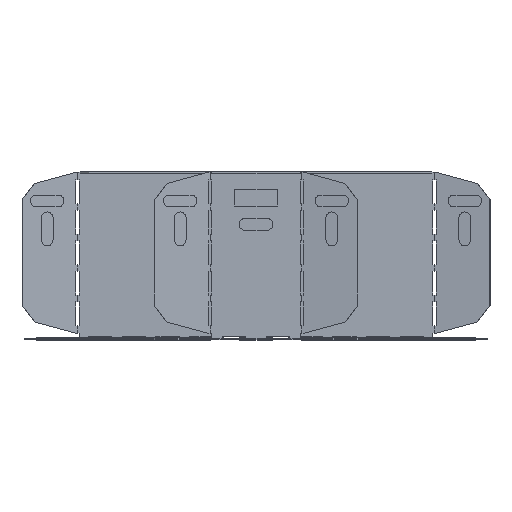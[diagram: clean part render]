
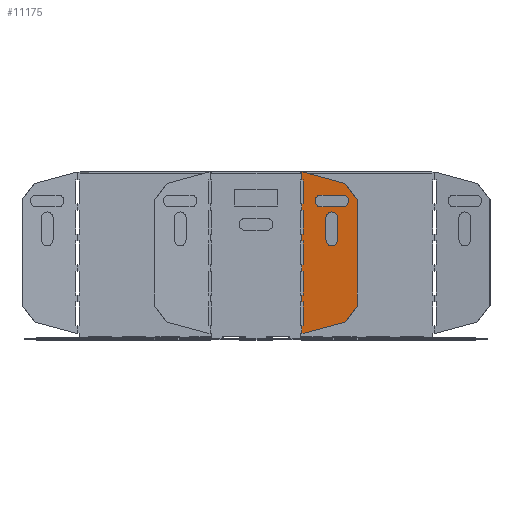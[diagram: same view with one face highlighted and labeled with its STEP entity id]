
A CAD part, front view. The second image highlights one B-rep face of the part: STEP entity #11175.
In plain terms, the highlighted planar face has unit normal (-0.131, -0.991, 0).
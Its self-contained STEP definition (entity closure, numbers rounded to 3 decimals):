
#507=FACE_OUTER_BOUND('',#961,.T.);
#961=EDGE_LOOP('',(#9334,#9335,#9336,#9337,#9338,#9339,#9340,#9341,#9342,
#9343,#9344,#9345,#9346,#9347,#9348,#9349,#9350,#9351,#9352,#9353,#9354,
#9355,#9356,#9357,#9358,#9359,#9360,#9361));
#1973=LINE('',#17016,#3539);
#2239=LINE('',#17530,#3805);
#2242=LINE('',#17535,#3808);
#2281=LINE('',#17612,#3847);
#2285=LINE('',#17620,#3851);
#2289=LINE('',#17628,#3855);
#2293=LINE('',#17636,#3859);
#2361=LINE('',#17766,#3927);
#2396=LINE('',#17834,#3962);
#2400=LINE('',#17841,#3966);
#2405=LINE('',#17850,#3971);
#2408=LINE('',#17855,#3974);
#2413=LINE('',#17864,#3979);
#2418=LINE('',#17870,#3984);
#2421=LINE('',#17876,#3987);
#2424=LINE('',#17880,#3990);
#2427=LINE('',#17886,#3993);
#2431=LINE('',#17893,#3997);
#2432=LINE('',#17896,#3998);
#2471=LINE('',#17964,#4037);
#2472=LINE('',#17965,#4038);
#2473=LINE('',#17966,#4039);
#2474=LINE('',#17967,#4040);
#2475=LINE('',#17969,#4041);
#2476=LINE('',#17971,#4042);
#2477=LINE('',#17973,#4043);
#2478=LINE('',#17975,#4044);
#2479=LINE('',#17976,#4045);
#3539=VECTOR('',#13662,1.);
#3805=VECTOR('',#14054,1.);
#3808=VECTOR('',#14057,1.);
#3847=VECTOR('',#14096,1.);
#3851=VECTOR('',#14100,1.);
#3855=VECTOR('',#14104,1.);
#3859=VECTOR('',#14108,1.);
#3927=VECTOR('',#14188,1.);
#3962=VECTOR('',#14249,1.);
#3966=VECTOR('',#14255,1.);
#3971=VECTOR('',#14262,1.);
#3974=VECTOR('',#14267,1.);
#3979=VECTOR('',#14274,1.);
#3984=VECTOR('',#14281,1.);
#3987=VECTOR('',#14286,1.);
#3990=VECTOR('',#14291,1.);
#3993=VECTOR('',#14296,1.);
#3997=VECTOR('',#14302,1.);
#3998=VECTOR('',#14305,1.);
#4037=VECTOR('',#14364,1.);
#4038=VECTOR('',#14365,1.);
#4039=VECTOR('',#14366,1.);
#4040=VECTOR('',#14367,1.);
#4041=VECTOR('',#14368,1.);
#4042=VECTOR('',#14369,1.);
#4043=VECTOR('',#14370,1.);
#4044=VECTOR('',#14371,1.);
#4045=VECTOR('',#14372,1.);
#5205=VERTEX_POINT('',#17014);
#5206=VERTEX_POINT('',#17015);
#5390=VERTEX_POINT('',#17527);
#5391=VERTEX_POINT('',#17529);
#5392=VERTEX_POINT('',#17532);
#5393=VERTEX_POINT('',#17534);
#5430=VERTEX_POINT('',#17609);
#5431=VERTEX_POINT('',#17611);
#5434=VERTEX_POINT('',#17617);
#5435=VERTEX_POINT('',#17619);
#5438=VERTEX_POINT('',#17625);
#5439=VERTEX_POINT('',#17627);
#5442=VERTEX_POINT('',#17633);
#5443=VERTEX_POINT('',#17635);
#5499=VERTEX_POINT('',#17764);
#5519=VERTEX_POINT('',#17833);
#5521=VERTEX_POINT('',#17840);
#5523=VERTEX_POINT('',#17847);
#5525=VERTEX_POINT('',#17854);
#5527=VERTEX_POINT('',#17861);
#5530=VERTEX_POINT('',#17874);
#5532=VERTEX_POINT('',#17885);
#5534=VERTEX_POINT('',#17891);
#5535=VERTEX_POINT('',#17895);
#5555=VERTEX_POINT('',#17968);
#5556=VERTEX_POINT('',#17970);
#5557=VERTEX_POINT('',#17972);
#5558=VERTEX_POINT('',#17974);
#6763=EDGE_CURVE('',#5205,#5206,#1973,.T.);
#7029=EDGE_CURVE('',#5390,#5391,#2239,.T.);
#7032=EDGE_CURVE('',#5392,#5393,#2242,.T.);
#7071=EDGE_CURVE('',#5430,#5431,#2281,.T.);
#7075=EDGE_CURVE('',#5434,#5435,#2285,.T.);
#7079=EDGE_CURVE('',#5438,#5439,#2289,.T.);
#7083=EDGE_CURVE('',#5442,#5443,#2293,.T.);
#7151=EDGE_CURVE('',#5430,#5499,#2361,.T.);
#7188=EDGE_CURVE('',#5431,#5519,#2396,.T.);
#7192=EDGE_CURVE('',#5435,#5521,#2400,.T.);
#7197=EDGE_CURVE('',#5523,#5434,#2405,.T.);
#7200=EDGE_CURVE('',#5439,#5525,#2408,.T.);
#7205=EDGE_CURVE('',#5527,#5438,#2413,.T.);
#7210=EDGE_CURVE('',#5443,#5205,#2418,.T.);
#7213=EDGE_CURVE('',#5530,#5442,#2421,.T.);
#7216=EDGE_CURVE('',#5206,#5390,#2424,.T.);
#7219=EDGE_CURVE('',#5391,#5532,#2427,.T.);
#7223=EDGE_CURVE('',#5534,#5392,#2431,.T.);
#7224=EDGE_CURVE('',#5535,#5393,#2432,.T.);
#7263=EDGE_CURVE('',#5532,#5534,#2471,.T.);
#7264=EDGE_CURVE('',#5525,#5530,#2472,.T.);
#7265=EDGE_CURVE('',#5521,#5527,#2473,.T.);
#7266=EDGE_CURVE('',#5519,#5523,#2474,.T.);
#7267=EDGE_CURVE('',#5499,#5555,#2475,.T.);
#7268=EDGE_CURVE('',#5555,#5556,#2476,.T.);
#7269=EDGE_CURVE('',#5556,#5557,#2477,.T.);
#7270=EDGE_CURVE('',#5557,#5558,#2478,.T.);
#7271=EDGE_CURVE('',#5558,#5535,#2479,.T.);
#9334=ORIENTED_EDGE('',*,*,#7263,.F.);
#9335=ORIENTED_EDGE('',*,*,#7219,.F.);
#9336=ORIENTED_EDGE('',*,*,#7029,.F.);
#9337=ORIENTED_EDGE('',*,*,#7216,.F.);
#9338=ORIENTED_EDGE('',*,*,#6763,.F.);
#9339=ORIENTED_EDGE('',*,*,#7210,.F.);
#9340=ORIENTED_EDGE('',*,*,#7083,.F.);
#9341=ORIENTED_EDGE('',*,*,#7213,.F.);
#9342=ORIENTED_EDGE('',*,*,#7264,.F.);
#9343=ORIENTED_EDGE('',*,*,#7200,.F.);
#9344=ORIENTED_EDGE('',*,*,#7079,.F.);
#9345=ORIENTED_EDGE('',*,*,#7205,.F.);
#9346=ORIENTED_EDGE('',*,*,#7265,.F.);
#9347=ORIENTED_EDGE('',*,*,#7192,.F.);
#9348=ORIENTED_EDGE('',*,*,#7075,.F.);
#9349=ORIENTED_EDGE('',*,*,#7197,.F.);
#9350=ORIENTED_EDGE('',*,*,#7266,.F.);
#9351=ORIENTED_EDGE('',*,*,#7188,.F.);
#9352=ORIENTED_EDGE('',*,*,#7071,.F.);
#9353=ORIENTED_EDGE('',*,*,#7151,.T.);
#9354=ORIENTED_EDGE('',*,*,#7267,.T.);
#9355=ORIENTED_EDGE('',*,*,#7268,.T.);
#9356=ORIENTED_EDGE('',*,*,#7269,.T.);
#9357=ORIENTED_EDGE('',*,*,#7270,.T.);
#9358=ORIENTED_EDGE('',*,*,#7271,.T.);
#9359=ORIENTED_EDGE('',*,*,#7224,.T.);
#9360=ORIENTED_EDGE('',*,*,#7032,.F.);
#9361=ORIENTED_EDGE('',*,*,#7223,.F.);
#10721=PLANE('',#12258);
#11175=ADVANCED_FACE('',(#507),#10721,.F.);
#12258=AXIS2_PLACEMENT_3D('',#17963,#14362,#14363);
#13662=DIRECTION('',(0.,0.,1.));
#14054=DIRECTION('',(0.,0.,1.));
#14057=DIRECTION('',(0.,0.,1.));
#14096=DIRECTION('',(0.,0.,1.));
#14100=DIRECTION('',(0.,0.,1.));
#14104=DIRECTION('',(0.,0.,1.));
#14108=DIRECTION('',(0.,0.,1.));
#14188=DIRECTION('',(0.991,-0.131,0.));
#14249=DIRECTION('',(0.991,-0.131,0.));
#14255=DIRECTION('',(0.991,-0.131,0.));
#14262=DIRECTION('',(-0.991,0.131,0.));
#14267=DIRECTION('',(0.991,-0.131,0.));
#14274=DIRECTION('',(-0.991,0.131,0.));
#14281=DIRECTION('',(0.991,-0.131,0.));
#14286=DIRECTION('',(-0.991,0.131,0.));
#14291=DIRECTION('',(-0.991,0.131,0.));
#14296=DIRECTION('',(0.991,-0.131,0.));
#14302=DIRECTION('',(-0.991,0.131,0.));
#14305=DIRECTION('',(-0.991,0.131,0.));
#14362=DIRECTION('center_axis',(0.131,0.991,0.));
#14363=DIRECTION('ref_axis',(0.,0.,
1.));
#14364=DIRECTION('',(0.,0.,1.));
#14365=DIRECTION('',(0.,0.,1.));
#14366=DIRECTION('',(0.,0.,1.));
#14367=DIRECTION('',(0.,0.,1.));
#14368=DIRECTION('',(0.958,-0.126,0.259));
#14369=DIRECTION('',(0.604,-0.079,0.793));
#14370=DIRECTION('',(0.,0.,1.));
#14371=DIRECTION('',(-0.604,0.079,0.793));
#14372=DIRECTION('',(-0.958,0.126,0.259));
#17014=CARTESIAN_POINT('',(121.212,14.438,62.534));
#17015=CARTESIAN_POINT('',(121.212,14.438,76.534));
#17016=CARTESIAN_POINT('',(121.212,14.438,69.534));
#17527=CARTESIAN_POINT('',(120.242,14.565,76.534));
#17529=CARTESIAN_POINT('',(120.242,14.565,80.534));
#17530=CARTESIAN_POINT('',(120.242,14.565,-305.128));
#17532=CARTESIAN_POINT('',(120.242,14.565,94.534));
#17534=CARTESIAN_POINT('',(120.242,14.565,99.159));
#17535=CARTESIAN_POINT('',(120.242,14.565,-305.128));
#17609=CARTESIAN_POINT('',(120.242,14.565,3.909));
#17611=CARTESIAN_POINT('',(120.242,14.565,8.534));
#17612=CARTESIAN_POINT('',(120.242,14.565,-305.128));
#17617=CARTESIAN_POINT('',(120.242,14.565,22.534));
#17619=CARTESIAN_POINT('',(120.242,14.565,26.534));
#17620=CARTESIAN_POINT('',(120.242,14.565,-305.128));
#17625=CARTESIAN_POINT('',(120.242,14.565,40.534));
#17627=CARTESIAN_POINT('',(120.242,14.565,44.534));
#17628=CARTESIAN_POINT('',(120.242,14.565,-305.128));
#17633=CARTESIAN_POINT('',(120.242,14.565,58.534));
#17635=CARTESIAN_POINT('',(120.242,14.565,62.534));
#17636=CARTESIAN_POINT('',(120.242,14.565,-305.128));
#17764=CARTESIAN_POINT('',(121.212,14.438,3.909));
#17766=CARTESIAN_POINT('',(120.759,14.497,3.909));
#17833=CARTESIAN_POINT('',(121.212,14.438,8.534));
#17834=CARTESIAN_POINT('',(120.759,14.497,8.534));
#17840=CARTESIAN_POINT('',(121.212,14.438,26.534));
#17841=CARTESIAN_POINT('',(120.759,14.497,26.534));
#17847=CARTESIAN_POINT('',(121.212,14.438,22.534));
#17850=CARTESIAN_POINT('',(120.759,14.497,22.534));
#17854=CARTESIAN_POINT('',(121.212,14.438,44.534));
#17855=CARTESIAN_POINT('',(120.759,14.497,44.534));
#17861=CARTESIAN_POINT('',(121.212,14.438,40.534));
#17864=CARTESIAN_POINT('',(120.759,14.497,40.534));
#17870=CARTESIAN_POINT('',(120.759,14.497,62.534));
#17874=CARTESIAN_POINT('',(121.212,14.438,58.534));
#17876=CARTESIAN_POINT('',(120.759,14.497,58.534));
#17880=CARTESIAN_POINT('',(120.759,14.497,76.534));
#17885=CARTESIAN_POINT('',(121.212,14.438,80.534));
#17886=CARTESIAN_POINT('',(120.759,14.497,80.534));
#17891=CARTESIAN_POINT('',(121.212,14.438,94.534));
#17893=CARTESIAN_POINT('',(120.759,14.497,94.534));
#17895=CARTESIAN_POINT('',(121.212,14.438,99.159));
#17896=CARTESIAN_POINT('',(120.759,14.497,99.159));
#17963=CARTESIAN_POINT('Origin',(93.452,18.092,-305.128));
#17964=CARTESIAN_POINT('',(121.212,14.438,87.534));
#17965=CARTESIAN_POINT('',(121.212,14.438,51.534));
#17966=CARTESIAN_POINT('',(121.212,14.438,33.534));
#17967=CARTESIAN_POINT('',(121.212,14.438,15.534));
#17968=CARTESIAN_POINT('',(145.696,11.214,10.526));
#17969=CARTESIAN_POINT('',(133.454,12.826,7.218));
#17970=CARTESIAN_POINT('',(152.938,10.261,20.046));
#17971=CARTESIAN_POINT('',(149.317,10.738,15.286));
#17972=CARTESIAN_POINT('',(152.938,10.261,83.022));
#17973=CARTESIAN_POINT('',(152.938,10.261,51.534));
#17974=CARTESIAN_POINT('',(145.696,11.214,92.542));
#17975=CARTESIAN_POINT('',(149.317,10.738,87.782));
#17976=CARTESIAN_POINT('',(133.454,12.826,95.851));
